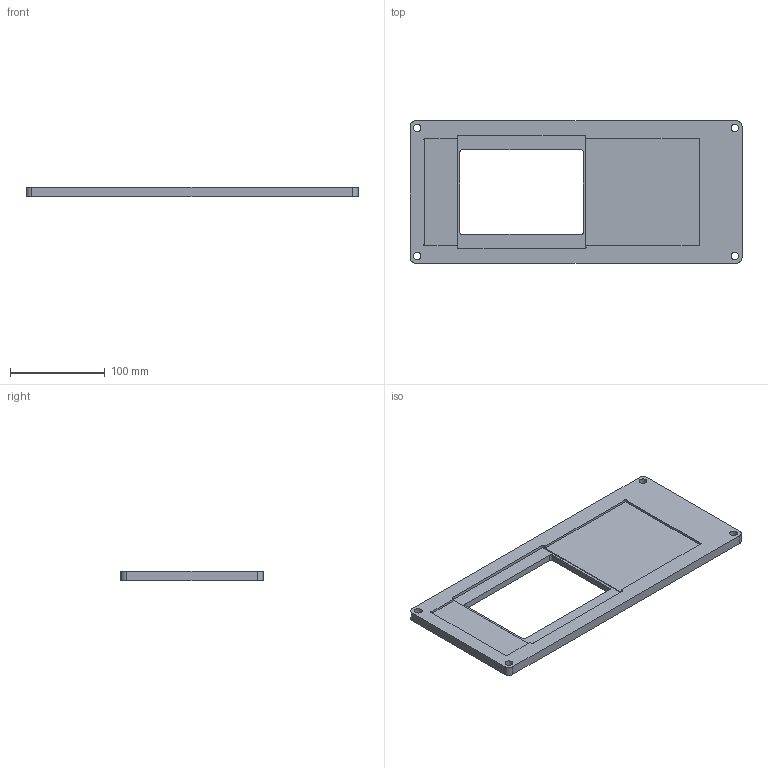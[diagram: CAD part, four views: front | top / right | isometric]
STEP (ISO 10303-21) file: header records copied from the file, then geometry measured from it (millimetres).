
FILE_DESCRIPTION(('STEP AP214'),'1');
FILE_NAME('Guide assemblage soudure.stp','2020-04-03T14:59:42',(' '),(' '),'Spatial InterOp 3D',' ',' ');
FILE_SCHEMA(('automotive_design'));
Length unit declared in the file: millimetre
Products named in the file (1): Guide assemblage soudure
Bounding box: 350 x 150 x 10 mm (x, y, z)
Volume: 349474.9 mm3; surface area: 97603.3 mm2
Topology: 1 solids, 1 shells, 50 faces, 141 edges, 94 vertices
Faces by surface type: cylinder 25, plane 25
Full cylindrical faces by diameter (mm): 8 x4
Entity records: 2051 total; most frequent: DIRECTION 289, CARTESIAN_POINT 282, ORIENTED_EDGE 274, EDGE_CURVE 137, AXIS2_PLACEMENT_3D 101, VERTEX_POINT 94, LINE 87, VECTOR 87
